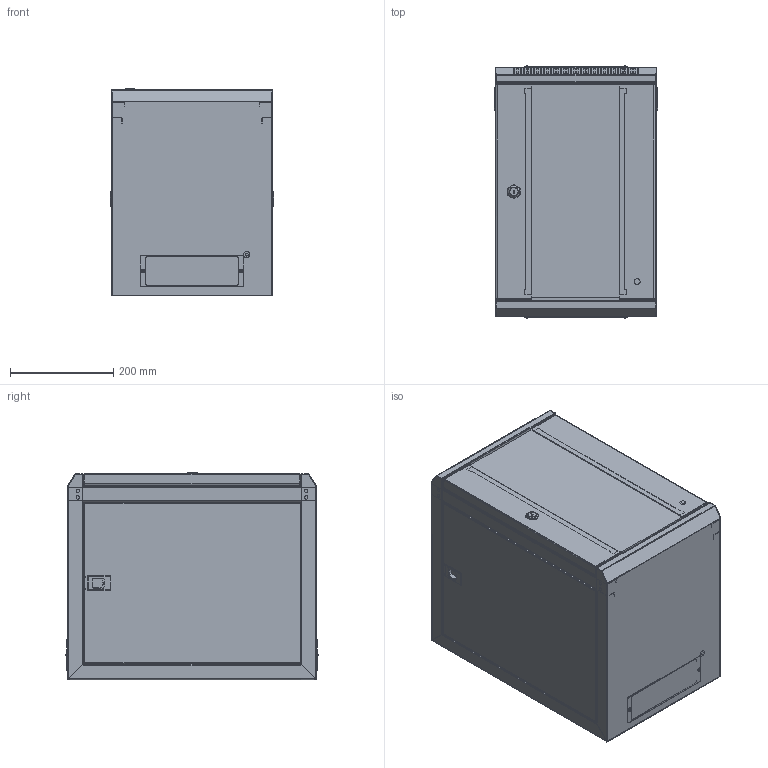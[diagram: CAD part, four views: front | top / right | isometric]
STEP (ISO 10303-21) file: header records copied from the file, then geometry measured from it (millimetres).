
FILE_DESCRIPTION (( 'STEP AP214' ), '1' );
FILE_NAME ('00406853.step', '2022-04-26T20:17:04', ( '' ), ( '' ), 'SwSTEP 2.0', 'SolidWorks 2021', '' );
FILE_SCHEMA (( 'AUTOMOTIVE_DESIGN' ));
Length unit declared in the file: inch
Products named in the file (25): lock hex nut; PDU_K1; MOUNTING POST, 9U; COVER, CABLE GLAND; M6 X 13 GND STUD; lock cam; GLASS DOOR FRAME, RH, 9U; GLASS DOOR PANE, 9U; CABINET POST, VERT, 9U; GLASS DOOR AND LOCK ASSY, 9U; PDU-K0_ASM; CANTILEVER SHELF, 1U X 10 INCH X 150mm DEEP; SIDE PANEL, 9U, SMM3409; lock cylinder; LOCK ASSY, 10 IN. CABINET; PDU_K2; 00406853; CABINET BASE, 9U X 400mm X 312mm; GB9074-4-88-M3X6; 10 INCH FLANGED RACK PANEL, 1U; GLASS DOOR SUBASSY, 9U; GLASS DOOR FRAME, LH, 9U; SMM3409 CABINET ASSY, 9U X 400mm; M4X8LS
Assembly tree (37 placements, depth 5):
  00406853
    SMM3409 CABINET ASSY, 9U X 400mm
      CABINET BASE, 9U X 400mm X 312mm
      M6 X 13 GND STUD
      CABINET POST, VERT, 9U  x2
      MOUNTING POST, 9U  x6
      CANTILEVER SHELF, 1U X 10 INCH X 150mm DEEP  x2
      10 INCH FLANGED RACK PANEL, 1U
      SIDE PANEL, 9U, SMM3409  x2
        SIDE PANEL, 9U, SMM3409
        PDU-K0_ASM
          PDU_K2
          PDU_K1
      COVER, CABLE GLAND  x2
      M4X8LS  x4
    GLASS DOOR AND LOCK ASSY, 9U
      GLASS DOOR SUBASSY, 9U
        GLASS DOOR FRAME, RH, 9U
        GLASS DOOR PANE, 9U
        GLASS DOOR FRAME, LH, 9U
        M6 X 13 GND STUD
      LOCK ASSY, 10 IN. CABINET
        lock cylinder
        GB9074-4-88-M3X6
        lock cam
        lock hex nut
Bounding box: 316.5 x 489.63 x 403 mm (x, y, z)
Volume: 1426077.5 mm3; surface area: 2790636.9 mm2
Topology: 36 solids, 38 shells, 3165 faces, 9227 edges, 6127 vertices
Faces by surface type: plane 1901, cylinder 1069, bspline 175, cone 18, torus 2
Entity records: 81970 total; most frequent: CARTESIAN_POINT 32613, ORIENTED_EDGE 10240, DIRECTION 9273, EDGE_CURVE 5133, VERTEX_POINT 3363, VECTOR 3177, LINE 3177, AXIS2_PLACEMENT_3D 3048
